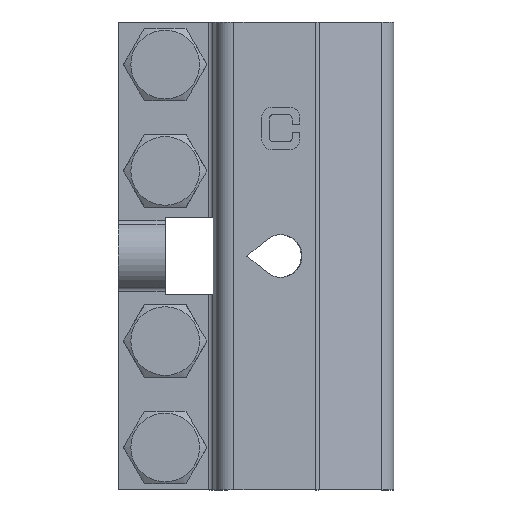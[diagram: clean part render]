
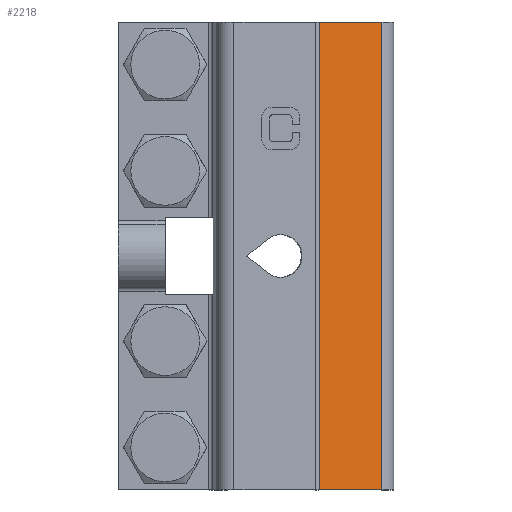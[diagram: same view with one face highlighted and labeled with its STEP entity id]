
A CAD part, left-side view. The second image highlights one B-rep face of the part: STEP entity #2218.
In plain terms, the highlighted planar face has unit normal (-0.951, -0.309, 0).
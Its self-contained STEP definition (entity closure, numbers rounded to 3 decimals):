
#2218=ADVANCED_FACE('',(#4282),#4284,.T.);
#4282=FACE_BOUND('',#4283,.T.);
#4283=EDGE_LOOP('',(#5637,#5638,#5639,#5640));
#4284=PLANE('',#4285);
#4285=AXIS2_PLACEMENT_3D('',#4286,#4287,#4288);
#4286=CARTESIAN_POINT('',(-29.784,-11.727,-110.));
#4287=DIRECTION('',(-0.951,-0.309,0.));
#4288=DIRECTION('',(0.,0.,1.));
#5637=ORIENTED_EDGE('',*,*,#6333,.T.);
#5638=ORIENTED_EDGE('',*,*,#6323,.T.);
#5639=ORIENTED_EDGE('',*,*,#6274,.T.);
#5640=ORIENTED_EDGE('',*,*,#6334,.T.);
#6274=EDGE_CURVE('',#7221,#7243,#7244,.T.);
#6323=EDGE_CURVE('',#7314,#7221,#7318,.T.);
#6333=EDGE_CURVE('',#7333,#7314,#7334,.T.);
#6334=EDGE_CURVE('',#7243,#7333,#7335,.T.);
#7221=VERTEX_POINT('',#12292);
#7243=VERTEX_POINT('',#12349);
#7244=LINE('',#12350,#12351);
#7314=VERTEX_POINT('',#12525);
#7318=LINE('',#12533,#12534);
#7333=VERTEX_POINT('',#12571);
#7334=LINE('',#12572,#12573);
#7335=LINE('',#12575,#12576);
#12292=CARTESIAN_POINT('',(-18.226,-47.3,0.));
#12349=CARTESIAN_POINT('',(-18.226,-47.3,-110.));
#12350=CARTESIAN_POINT('',(-18.226,-47.3,0.));
#12351=VECTOR('',#12352,1.);
#12352=DIRECTION('',(0.,0.,-1.));
#12525=CARTESIAN_POINT('',(-13.466,-61.95,0.));
#12533=CARTESIAN_POINT('',(-13.466,-61.95,0.));
#12534=VECTOR('',#12535,1.);
#12535=DIRECTION('',(-0.309,0.951,0.));
#12571=CARTESIAN_POINT('',(-13.466,-61.95,-110.));
#12572=CARTESIAN_POINT('',(-13.466,-61.95,-110.));
#12573=VECTOR('',#12574,1.);
#12574=DIRECTION('',(0.,0.,1.));
#12575=CARTESIAN_POINT('',(-18.226,-47.3,-110.));
#12576=VECTOR('',#12577,1.);
#12577=DIRECTION('',(0.309,-0.951,0.));
